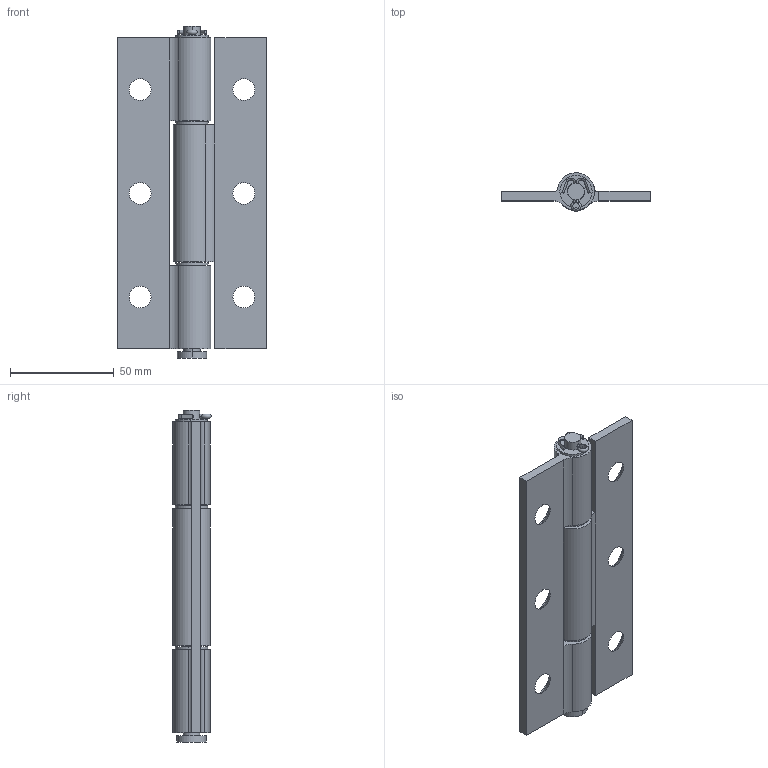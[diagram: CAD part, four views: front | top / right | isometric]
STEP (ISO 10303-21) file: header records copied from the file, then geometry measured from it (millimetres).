
FILE_DESCRIPTION (( 'STEP AP203' ), '1' );
FILE_NAME ('Žº‰ª•ÏŠ·.STEP', '2012-04-23T07:44:04', ( '' ), ( '' ), 'SwSTEP 2.0', 'SolidWorks 2011', '' );
FILE_SCHEMA (( 'CONFIG_CONTROL_DESIGN' ));
Length unit declared in the file: millimetre
Products named in the file (6): B-810-1羽根B_; 室岡変換; B-810-1シャフト_; B-810-1平ワッシャーM8小型丸4_; B-810-1羽根A_; B-810-1妱傝僺儞丂屇傃4__L=15庢晅忬懺冇10幉
Assembly tree (7 placements, depth 2):
  室岡変換
    B-810-1シャフト_
    B-810-1平ワッシャーM8小型丸4_  x3
    B-810-1妱傝僺儞丂屇傃4__L=15庢晅忬懺冇10幉
    B-810-1羽根B_
    B-810-1羽根A_
Bounding box: 72 x 18.48 x 160 mm (x, y, z)
Volume: 67409.5 mm3; surface area: 36379.8 mm2
Topology: 7 solids, 7 shells, 112 faces, 265 edges, 166 vertices
Faces by surface type: cylinder 57, plane 32, cone 12, torus 11
Entity records: 3727 total; most frequent: DIRECTION 575, CARTESIAN_POINT 573, ORIENTED_EDGE 482, EDGE_CURVE 241, AXIS2_PLACEMENT_3D 232, VERTEX_POINT 150, CIRCLE 122, EDGE_LOOP 121
